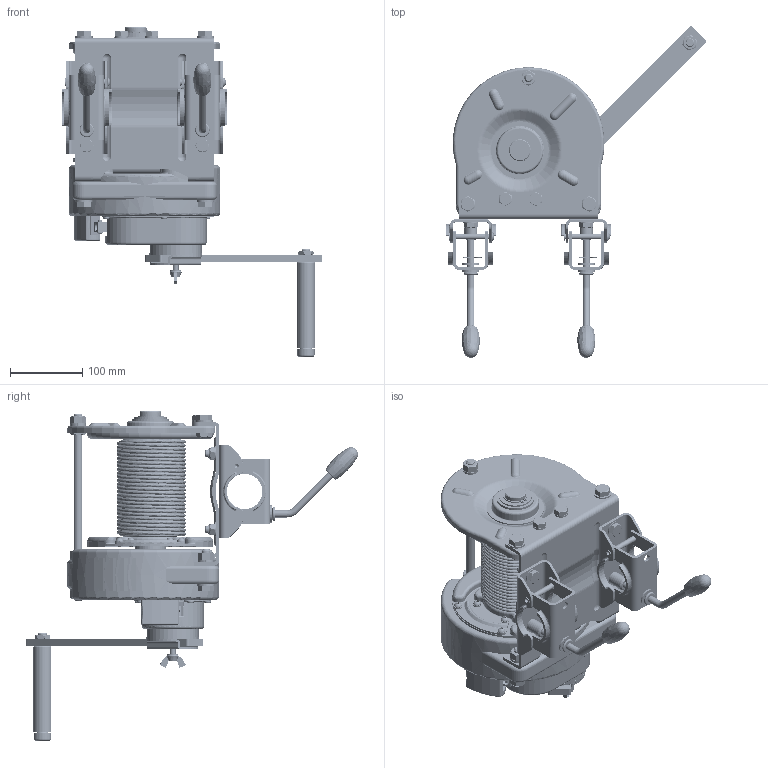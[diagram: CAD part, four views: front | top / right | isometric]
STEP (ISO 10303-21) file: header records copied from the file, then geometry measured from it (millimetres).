
FILE_DESCRIPTION(/* description */ ('G.WINCH 20M GALV, 150KG SWL'),/* implementation_level */ '2;1');
FILE_NAME(/* name */ 'GSE070-150-20G G.WINCH 20M GALV, 150KG SWL.stp',/* time_stamp */ '2021-08-18T10:13:09+01:00',/* author */ ('Simon.Lewis'),/* organization */ (''),/* preprocessor_version */ 'ST-DEVELOPER v18.1',/* originating_system */ 'Autodesk Inventor 2021',/* authorisation */ '');
FILE_SCHEMA (('AUTOMOTIVE_DESIGN { 1 0 10303 214 3 1 1 }'));
Products named in the file (30): GSE070-150-20G; FA070; FA070_1; GSE 070-06; 070-06-02BL; 070-06-05; 070-06-03; 070-06-04; RKG070-5-20; Winch cable; 070-10; 070-11; 070-02 ; 070-04; 070-08; 070-09; GSE200WB; SA200WB; 200-30; 200-30_1; 200-30_2; 200-30_3; 200-30-1; 200-30-1_1; 200-30-1_2; 200-39; 907-32; 907-34; 907-26; D200-015
Assembly tree (37 placements, depth 5):
  GSE070-150-20G
    FA070
      FA070_1
      GSE 070-06
        070-06-02BL
        070-06-05
        070-06-03
        070-06-04
    RKG070-5-20
      Winch cable
    070-10
    070-11
    070-02 
    070-04  x2
    070-08
    070-09
    GSE200WB  x2
      SA200WB
        200-30
          200-30_1
          200-30_2
          200-30_3
        200-30-1
          200-30-1_1
          200-30-1_2
        200-39
        907-32  x2
      907-34
      907-26
      D200-015
Bounding box: 360.85 x 459.53 x 456.12 mm (x, y, z)
Volume: 2128089.4 mm3; surface area: 1188006 mm2
Topology: 50 solids, 55 shells, 2998 faces, 7322 edges, 4478 vertices
Faces by surface type: plane 1221, cylinder 985, torus 458, cone 192, bspline 76, sphere 66
Full cylindrical faces by diameter (mm): 2 x4, 3 x1, 3.5 x2, 3.6 x1, 4.019 x2, 4.4 x1, 5 x13, 5.1 x2, 5.5 x2, 6 x17, 6.5 x4, 8 x8, 8.2 x1, 8.376 x4, 8.38 x2, 8.5 x8, 8.75 x2, 9 x8, 9.188 x4, 9.853 x1, 10 x13, 10.106 x1, 10.11 x1, 10.2 x4, 10.3 x2, 10.5 x9, 11 x6, 12 x16, 12.6 x4, 13 x21
Entity records: 93030 total; most frequent: CARTESIAN_POINT 29789, DIRECTION 13470, ORIENTED_EDGE 12324, EDGE_CURVE 6162, AXIS2_PLACEMENT_3D 5432, VERTEX_POINT 3797, CIRCLE 2930, EDGE_LOOP 2809
